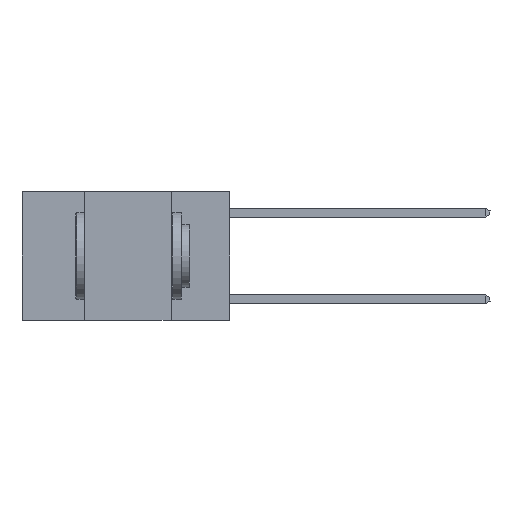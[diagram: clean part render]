
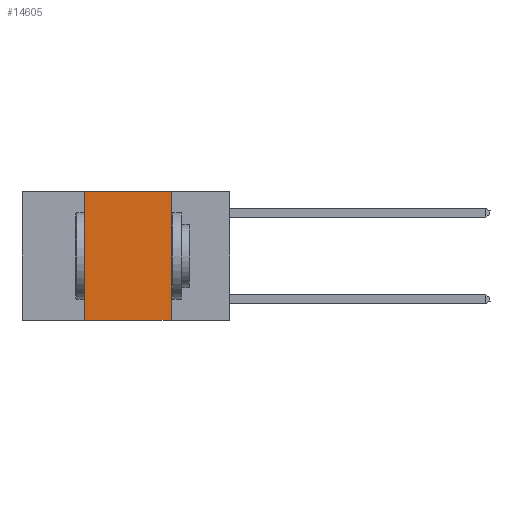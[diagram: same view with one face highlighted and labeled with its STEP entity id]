
A CAD part, left-side view. The second image highlights one B-rep face of the part: STEP entity #14605.
In plain terms, the highlighted planar face has unit normal (-1, 0, 0).
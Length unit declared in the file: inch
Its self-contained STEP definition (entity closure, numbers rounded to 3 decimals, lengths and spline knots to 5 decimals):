
#635 = CARTESIAN_POINT ( 'NONE',  ( 0., 0.42, 0. ) ) ;
#941 = VERTEX_POINT ( 'NONE', #24662 ) ;
#2115 = VERTEX_POINT ( 'NONE', #7447 ) ;
#2235 = CARTESIAN_POINT ( 'NONE',  ( 0., 0.42, -0.37 ) ) ;
#2316 = DIRECTION ( 'NONE',  ( 1., 0., 0. ) ) ;
#3995 = ORIENTED_EDGE ( 'NONE', *, *, #10240, .F. ) ;
#4463 = EDGE_LOOP ( 'NONE', ( #27556, #17715, #3995, #28621 ) ) ;
#4934 = DIRECTION ( 'NONE',  ( 0., 0., 1. ) ) ;
#6260 = CARTESIAN_POINT ( 'NONE',  ( 0., 0.6, -0.37 ) ) ;
#6741 = VECTOR ( 'NONE', #4934, 39.37008 ) ;
#7355 = FACE_OUTER_BOUND ( 'NONE', #4463, .T. ) ;
#7447 = CARTESIAN_POINT ( 'NONE',  ( 0., 0.17, -0.37 ) ) ;
#7898 = DIRECTION ( 'NONE',  ( 0., -1., 0. ) ) ;
#9974 = VECTOR ( 'NONE', #10554, 39.37008 ) ;
#10240 = EDGE_CURVE ( 'NONE', #10573, #24408, #18781, .T. ) ;
#10554 = DIRECTION ( 'NONE',  ( 0., 0., -1. ) ) ;
#10573 = VERTEX_POINT ( 'NONE', #2235 ) ;
#11635 = DIRECTION ( 'NONE',  ( 0., 0., -1. ) ) ;
#12041 = LINE ( 'NONE', #21179, #18989 ) ;
#12565 = AXIS2_PLACEMENT_3D ( 'NONE', #22868, #2316, #11635 ) ;
#14605 = ADVANCED_FACE ( 'NONE', ( #7355 ), #24795, .F. ) ;
#15164 = VECTOR ( 'NONE', #26363, 39.37008 ) ;
#15256 = CARTESIAN_POINT ( 'NONE',  ( 0., 0.17, 0. ) ) ;
#17715 = ORIENTED_EDGE ( 'NONE', *, *, #26053, .F. ) ;
#18781 = LINE ( 'NONE', #635, #6741 ) ;
#18989 = VECTOR ( 'NONE', #7898, 39.37008 ) ;
#21179 = CARTESIAN_POINT ( 'NONE',  ( 0., 0.6, 0. ) ) ;
#22868 = CARTESIAN_POINT ( 'NONE',  ( 0., 0.6, 0. ) ) ;
#24408 = VERTEX_POINT ( 'NONE', #28749 ) ;
#24662 = CARTESIAN_POINT ( 'NONE',  ( 0., 0.17, 0. ) ) ;
#24779 = EDGE_CURVE ( 'NONE', #10573, #2115, #26218, .T. ) ;
#24795 = PLANE ( 'NONE',  #12565 ) ;
#24818 = EDGE_CURVE ( 'NONE', #941, #2115, #26508, .T. ) ;
#26053 = EDGE_CURVE ( 'NONE', #24408, #941, #12041, .T. ) ;
#26218 = LINE ( 'NONE', #6260, #15164 ) ;
#26363 = DIRECTION ( 'NONE',  ( 0., -1., 0. ) ) ;
#26508 = LINE ( 'NONE', #15256, #9974 ) ;
#27556 = ORIENTED_EDGE ( 'NONE', *, *, #24818, .F. ) ;
#28621 = ORIENTED_EDGE ( 'NONE', *, *, #24779, .T. ) ;
#28749 = CARTESIAN_POINT ( 'NONE',  ( 0., 0.42, 0. ) ) ;
